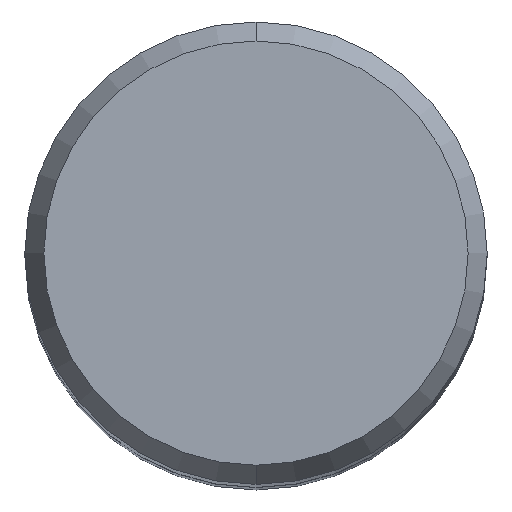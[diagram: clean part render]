
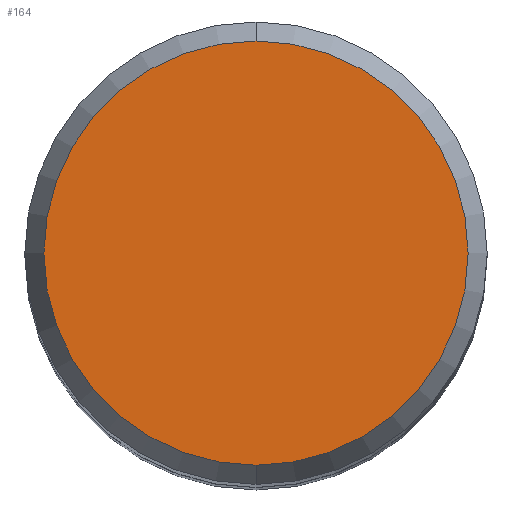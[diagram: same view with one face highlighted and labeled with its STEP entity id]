
A CAD part, top view. The second image highlights one B-rep face of the part: STEP entity #164.
In plain terms, the highlighted planar face has unit normal (0, 0, 1).
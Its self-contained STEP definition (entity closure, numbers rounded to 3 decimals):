
#100=VERTEX_POINT('',#239);
#134=VERTEX_POINT('',#278);
#164=ADVANCED_FACE('',(#312),#313,.T.);
#176=EDGE_CURVE('',#134,#100,#326,.T.);
#190=EDGE_CURVE('',#100,#134,#342,.T.);
#239=CARTESIAN_POINT('',(0.0,5.104,0.01));
#278=CARTESIAN_POINT('',(0.,-5.104,0.01));
#312=FACE_OUTER_BOUND('',#484,.T.);
#313=PLANE('',#485);
#326=CIRCLE('',#501,5.104);
#342=CIRCLE('',#518,5.104);
#484=EDGE_LOOP('',(#657,#658));
#485=AXIS2_PLACEMENT_3D('',#659,#660,#661);
#501=AXIS2_PLACEMENT_3D('',#671,#672,#673);
#518=AXIS2_PLACEMENT_3D('',#692,#693,#694);
#657=ORIENTED_EDGE('',*,*,#190,.F.);
#658=ORIENTED_EDGE('',*,*,#176,.F.);
#659=CARTESIAN_POINT('',(0.0,2.552,0.01));
#660=DIRECTION('',(-0.0,0.0,1.0));
#661=DIRECTION('',(0.0,-1.0,0.0));
#671=CARTESIAN_POINT('',(0.0,0.0,0.01));
#672=DIRECTION('',(0.0,0.0,-1.0));
#673=DIRECTION('',(0.0,1.0,0.0));
#692=CARTESIAN_POINT('',(0.0,0.0,0.01));
#693=DIRECTION('',(0.0,0.0,-1.0));
#694=DIRECTION('',(0.0,1.0,0.0));
